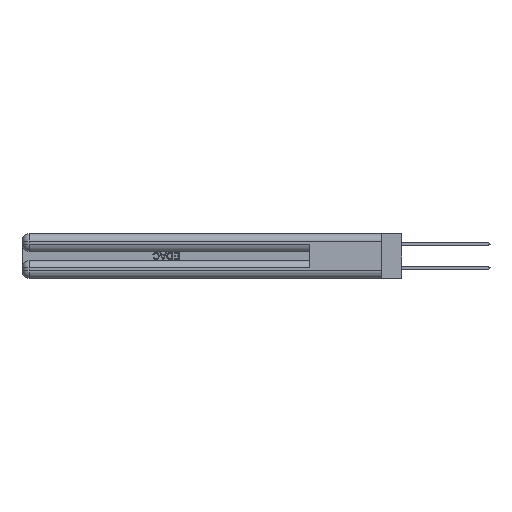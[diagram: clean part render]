
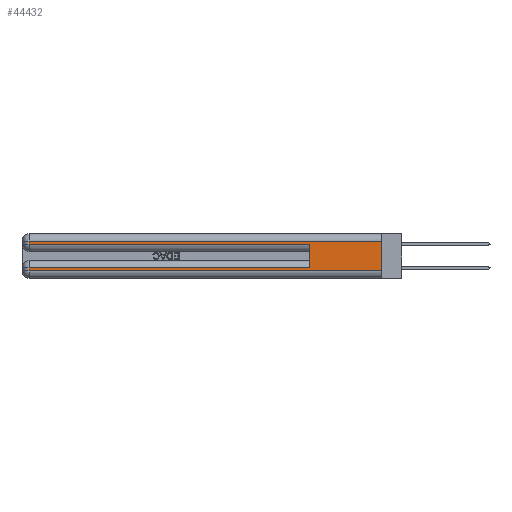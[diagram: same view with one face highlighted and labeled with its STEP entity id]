
A CAD part, left-side view. The second image highlights one B-rep face of the part: STEP entity #44432.
In plain terms, the highlighted planar face has unit normal (-1, 0, 0).
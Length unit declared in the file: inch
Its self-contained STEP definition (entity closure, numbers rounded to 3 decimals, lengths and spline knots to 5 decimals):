
#842 = EDGE_CURVE ( 'NONE', #13912, #48302, #45191, .T. ) ;
#1313 = CARTESIAN_POINT ( 'NONE',  ( 0., 0., 0.31 ) ) ;
#1513 = LINE ( 'NONE', #18153, #20497 ) ;
#3982 = EDGE_CURVE ( 'NONE', #8789, #25151, #5319, .T. ) ;
#5319 = LINE ( 'NONE', #9508, #44043 ) ;
#5342 = LINE ( 'NONE', #39597, #14307 ) ;
#5680 = VERTEX_POINT ( 'NONE', #23268 ) ;
#5865 = AXIS2_PLACEMENT_3D ( 'NONE', #20664, #13236, #39373 ) ;
#6332 = LINE ( 'NONE', #45762, #37493 ) ;
#7001 = VECTOR ( 'NONE', #18495, 39.37008 ) ;
#7882 = VERTEX_POINT ( 'NONE', #13911 ) ;
#8438 = VECTOR ( 'NONE', #19205, 39.37008 ) ;
#8789 = VERTEX_POINT ( 'NONE', #37368 ) ;
#9329 = EDGE_CURVE ( 'NONE', #5680, #8789, #44737, .T. ) ;
#9391 = PLANE ( 'NONE',  #5865 ) ;
#9508 = CARTESIAN_POINT ( 'NONE',  ( 0., 0., 0.285 ) ) ;
#10148 = CARTESIAN_POINT ( 'NONE',  ( 0., 2.94, 0.085 ) ) ;
#12106 = ORIENTED_EDGE ( 'NONE', *, *, #842, .T. ) ;
#12863 = EDGE_CURVE ( 'NONE', #48302, #26475, #14783, .T. ) ;
#13236 = DIRECTION ( 'NONE',  ( 1., 0., 0. ) ) ;
#13874 = CARTESIAN_POINT ( 'NONE',  ( 0., 0., 0.31 ) ) ;
#13911 = CARTESIAN_POINT ( 'NONE',  ( 0., 0.6, 0.085 ) ) ;
#13912 = VERTEX_POINT ( 'NONE', #10148 ) ;
#14307 = VECTOR ( 'NONE', #36051, 39.37008 ) ;
#14783 = LINE ( 'NONE', #25930, #7001 ) ;
#15361 = CARTESIAN_POINT ( 'NONE',  ( 0., 2.94, 0.06 ) ) ;
#15612 = CARTESIAN_POINT ( 'NONE',  ( 0., 2.94, 0.37 ) ) ;
#18153 = CARTESIAN_POINT ( 'NONE',  ( 0., 0., 0.37 ) ) ;
#18495 = DIRECTION ( 'NONE',  ( 0., -1., 0. ) ) ;
#19164 = VECTOR ( 'NONE', #31441, 39.37008 ) ;
#19205 = DIRECTION ( 'NONE',  ( 0., 0., -1. ) ) ;
#19487 = VERTEX_POINT ( 'NONE', #13874 ) ;
#20497 = VECTOR ( 'NONE', #21971, 39.37008 ) ;
#20585 = ORIENTED_EDGE ( 'NONE', *, *, #39971, .F. ) ;
#20664 = CARTESIAN_POINT ( 'NONE',  ( 0., 0., 0.37 ) ) ;
#20850 = EDGE_CURVE ( 'NONE', #19487, #5680, #21555, .T. ) ;
#21555 = LINE ( 'NONE', #1313, #19164 ) ;
#21971 = DIRECTION ( 'NONE',  ( 0., 0., -1. ) ) ;
#22628 = CARTESIAN_POINT ( 'NONE',  ( 0., 0., 0.06 ) ) ;
#22732 = EDGE_LOOP ( 'NONE', ( #30536, #43545, #24535, #27530, #20585, #36024, #12106, #30220 ) ) ;
#23268 = CARTESIAN_POINT ( 'NONE',  ( 0., 2.94, 0.31 ) ) ;
#23537 = DIRECTION ( 'NONE',  ( 0., 0., 1. ) ) ;
#23662 = FACE_OUTER_BOUND ( 'NONE', #22732, .T. ) ;
#24535 = ORIENTED_EDGE ( 'NONE', *, *, #9329, .T. ) ;
#25151 = VERTEX_POINT ( 'NONE', #32215 ) ;
#25639 = CARTESIAN_POINT ( 'NONE',  ( 0., 2.94, 0.37 ) ) ;
#25930 = CARTESIAN_POINT ( 'NONE',  ( 0., 0., 0.06 ) ) ;
#26475 = VERTEX_POINT ( 'NONE', #22628 ) ;
#27530 = ORIENTED_EDGE ( 'NONE', *, *, #3982, .T. ) ;
#30220 = ORIENTED_EDGE ( 'NONE', *, *, #12863, .T. ) ;
#30536 = ORIENTED_EDGE ( 'NONE', *, *, #41016, .F. ) ;
#31441 = DIRECTION ( 'NONE',  ( 0., 1., 0. ) ) ;
#32215 = CARTESIAN_POINT ( 'NONE',  ( 0., 0.6, 0.285 ) ) ;
#35359 = VECTOR ( 'NONE', #47843, 39.37008 ) ;
#35771 = DIRECTION ( 'NONE',  ( 0., -1., 0. ) ) ;
#36024 = ORIENTED_EDGE ( 'NONE', *, *, #38185, .T. ) ;
#36051 = DIRECTION ( 'NONE',  ( 0., 1., 0. ) ) ;
#37368 = CARTESIAN_POINT ( 'NONE',  ( 0., 2.94, 0.285 ) ) ;
#37493 = VECTOR ( 'NONE', #23537, 39.37008 ) ;
#38185 = EDGE_CURVE ( 'NONE', #7882, #13912, #5342, .T. ) ;
#39373 = DIRECTION ( 'NONE',  ( 0., 0., -1. ) ) ;
#39597 = CARTESIAN_POINT ( 'NONE',  ( 0., 0., 0.085 ) ) ;
#39971 = EDGE_CURVE ( 'NONE', #7882, #25151, #6332, .T. ) ;
#41016 = EDGE_CURVE ( 'NONE', #19487, #26475, #1513, .T. ) ;
#43545 = ORIENTED_EDGE ( 'NONE', *, *, #20850, .T. ) ;
#44043 = VECTOR ( 'NONE', #35771, 39.37008 ) ;
#44432 = ADVANCED_FACE ( 'NONE', ( #23662 ), #9391, .F. ) ;
#44737 = LINE ( 'NONE', #15612, #8438 ) ;
#45191 = LINE ( 'NONE', #25639, #35359 ) ;
#45762 = CARTESIAN_POINT ( 'NONE',  ( 0., 0.6, 0.145 ) ) ;
#47843 = DIRECTION ( 'NONE',  ( 0., 0., -1. ) ) ;
#48302 = VERTEX_POINT ( 'NONE', #15361 ) ;
